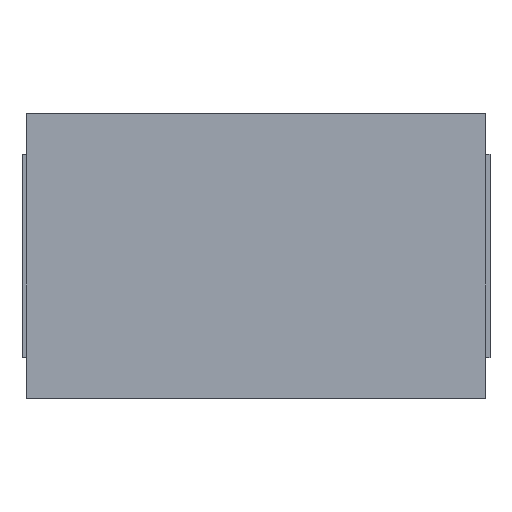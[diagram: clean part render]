
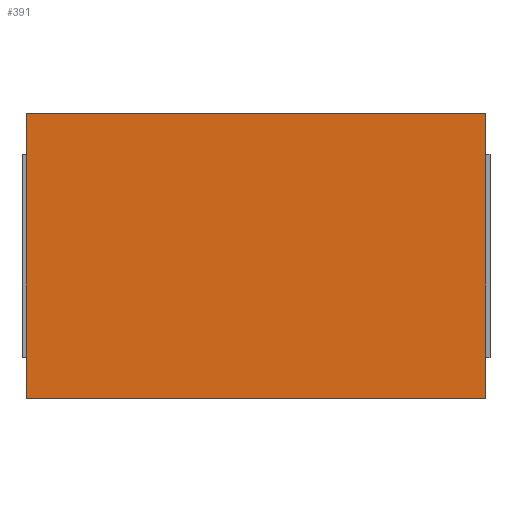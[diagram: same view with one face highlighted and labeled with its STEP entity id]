
A CAD part, top view. The second image highlights one B-rep face of the part: STEP entity #391.
In plain terms, the highlighted planar face has unit normal (0, 0, 1).
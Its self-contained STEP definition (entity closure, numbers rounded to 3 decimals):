
#8 = CARTESIAN_POINT ( 'NONE',  ( 0., 0., 0.8 ) ) ;
#18 = CARTESIAN_POINT ( 'NONE',  ( 5.65, -3.5, 0.8 ) ) ;
#33 = CARTESIAN_POINT ( 'NONE',  ( 5.65, 0., 0.8 ) ) ;
#190 = FACE_OUTER_BOUND ( 'NONE', #322, .T. ) ;
#227 = EDGE_CURVE ( 'NONE', #682, #492, #231, .T. ) ;
#231 = LINE ( 'NONE', #33, #1035 ) ;
#288 = PLANE ( 'NONE',  #620 ) ;
#322 = EDGE_LOOP ( 'NONE', ( #490, #618, #941, #537 ) ) ;
#382 = CARTESIAN_POINT ( 'NONE',  ( 0., -3.5, 0.8 ) ) ;
#391 = ADVANCED_FACE ( 'NONE', ( #190 ), #288, .T. ) ;
#444 = CARTESIAN_POINT ( 'NONE',  ( -5.65, 3.5, 0.8 ) ) ;
#490 = ORIENTED_EDGE ( 'NONE', *, *, #601, .F. ) ;
#492 = VERTEX_POINT ( 'NONE', #18 ) ;
#509 = DIRECTION ( 'NONE',  ( 1., 0., 0. ) ) ;
#522 = CARTESIAN_POINT ( 'NONE',  ( -5.65, 0., 0.8 ) ) ;
#537 = ORIENTED_EDGE ( 'NONE', *, *, #813, .F. ) ;
#542 = DIRECTION ( 'NONE',  ( 1., 0., 0. ) ) ;
#601 = EDGE_CURVE ( 'NONE', #492, #829, #905, .T. ) ;
#618 = ORIENTED_EDGE ( 'NONE', *, *, #227, .F. ) ;
#620 = AXIS2_PLACEMENT_3D ( 'NONE', #8, #630, #542 ) ;
#630 = DIRECTION ( 'NONE',  ( 0., 0., 1. ) ) ;
#667 = CARTESIAN_POINT ( 'NONE',  ( 5.65, 3.5, 0.8 ) ) ;
#682 = VERTEX_POINT ( 'NONE', #667 ) ;
#694 = CARTESIAN_POINT ( 'NONE',  ( -5.65, -3.5, 0.8 ) ) ;
#727 = DIRECTION ( 'NONE',  ( -1., 0., 0. ) ) ;
#759 = DIRECTION ( 'NONE',  ( 0., -1., 0. ) ) ;
#772 = EDGE_CURVE ( 'NONE', #917, #682, #860, .T. ) ;
#813 = EDGE_CURVE ( 'NONE', #829, #917, #1028, .T. ) ;
#816 = VECTOR ( 'NONE', #921, 1000. ) ;
#829 = VERTEX_POINT ( 'NONE', #694 ) ;
#844 = CARTESIAN_POINT ( 'NONE',  ( 0., 3.5, 0.8 ) ) ;
#852 = VECTOR ( 'NONE', #509, 1000. ) ;
#860 = LINE ( 'NONE', #844, #852 ) ;
#904 = VECTOR ( 'NONE', #727, 1000. ) ;
#905 = LINE ( 'NONE', #382, #904 ) ;
#917 = VERTEX_POINT ( 'NONE', #444 ) ;
#921 = DIRECTION ( 'NONE',  ( 0., 1., 0. ) ) ;
#941 = ORIENTED_EDGE ( 'NONE', *, *, #772, .F. ) ;
#1028 = LINE ( 'NONE', #522, #816 ) ;
#1035 = VECTOR ( 'NONE', #759, 1000. ) ;
